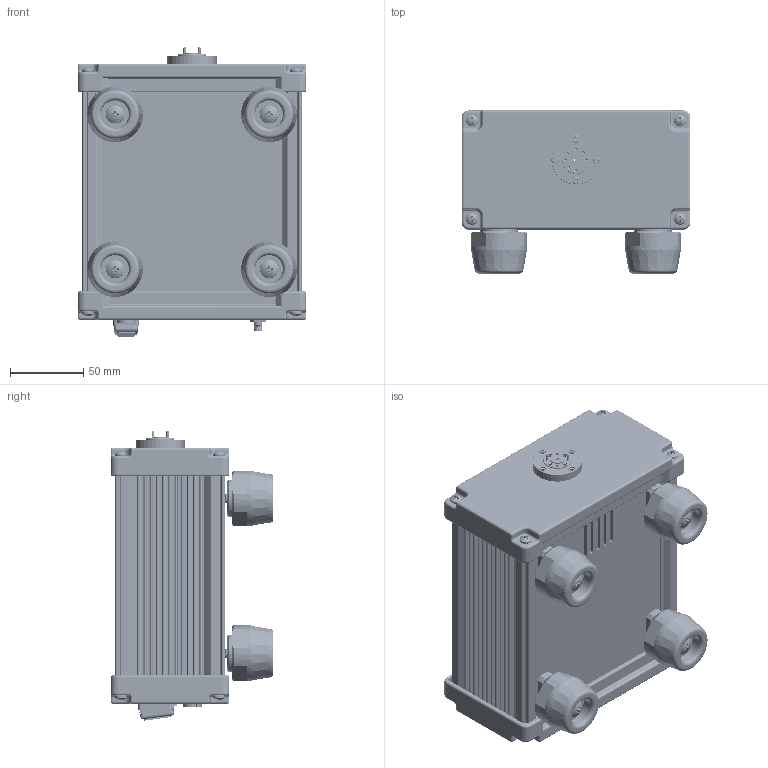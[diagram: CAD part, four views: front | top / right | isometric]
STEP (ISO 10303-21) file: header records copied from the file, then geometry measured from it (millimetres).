
FILE_DESCRIPTION (( 'STEP AP203' ), '1' );
FILE_NAME ('STE-KF310-04-S1.STEP', '2018-08-31T22:00:04', ( '' ), ( '' ), 'SwSTEP 2.0', 'SolidWorks 2016', '' );
FILE_SCHEMA (( 'CONFIG_CONTROL_DESIGN' ));
Products named in the file (1): STE-KF310-04-S1
Bounding box: 156.3 x 111.36 x 197.74 mm (x, y, z)
Volume: 542250.6 mm3; surface area: 324618.5 mm2
Topology: 65 solids, 65 shells, 5370 faces, 14452 edges, 9221 vertices
Faces by surface type: cylinder 2854, plane 1418, cone 784, torus 138, bspline 112, sphere 64
Entity records: 234265 total; most frequent: CARTESIAN_POINT 110960, ORIENTED_EDGE 28712, DIRECTION 23402, EDGE_CURVE 14356, VERTEX_POINT 9219, AXIS2_PLACEMENT_3D 8645, VECTOR 6112, LINE 6112
